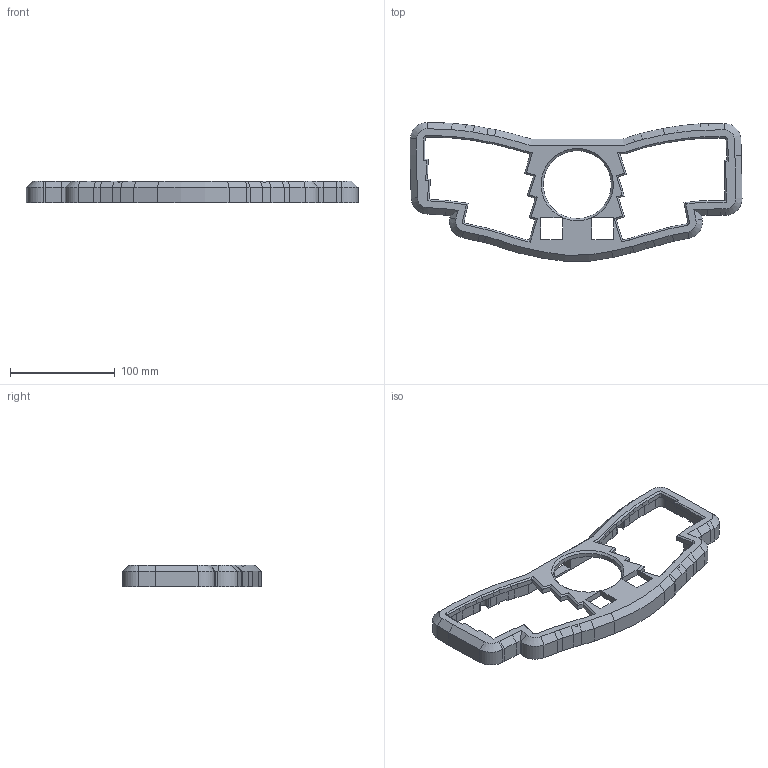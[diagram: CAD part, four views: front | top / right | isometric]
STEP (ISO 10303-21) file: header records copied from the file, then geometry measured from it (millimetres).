
FILE_DESCRIPTION(/* description */ (''),/* implementation_level */ '2;1');
FILE_NAME(/* name */ 'Forever-1 Full Case.step',/* time_stamp */ '2023-09-03T09:40:02-07:00',/* author */ (''),/* organization */ (''),/* preprocessor_version */ 'ST-DEVELOPER v20',/* originating_system */ 'Autodesk Translation Framework v12.9.0.99',/* authorisation */ '');
FILE_SCHEMA (('AUTOMOTIVE_DESIGN { 1 0 10303 214 3 1 1 }'));
Length unit declared in the file: millimetre
Products named in the file (1): Smile36Az
Bounding box: 316.57 x 132.38 x 20.9 mm (x, y, z)
Volume: 170006.1 mm3; surface area: 62256.6 mm2
Topology: 1 solids, 1 shells, 374 faces, 964 edges, 600 vertices
Faces by surface type: plane 316, cylinder 44, cone 14
Full cylindrical faces by diameter (mm): 3.3 x11, 64.865 x1
Entity records: 11149 total; most frequent: CARTESIAN_POINT 1953, ORIENTED_EDGE 1928, DIRECTION 1814, EDGE_CURVE 964, LINE 852, VECTOR 852, VERTEX_POINT 600, AXIS2_PLACEMENT_3D 481
